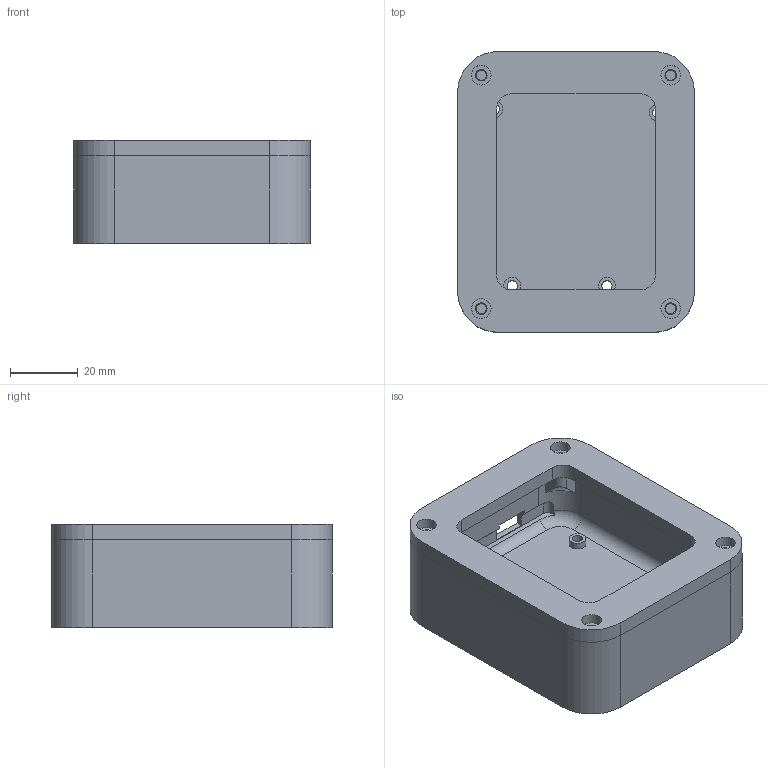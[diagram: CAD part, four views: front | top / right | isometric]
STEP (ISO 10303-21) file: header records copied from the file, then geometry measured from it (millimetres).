
FILE_DESCRIPTION(/* description */ (''),/* implementation_level */ '2;1');
FILE_NAME(/* name */ 'box.step',/* time_stamp */ '2018-07-31T17:24:39-06:00',/* author */ (''),/* organization */ (''),/* preprocessor_version */ 'ST-DEVELOPER v17',/* originating_system */ 'Autodesk Translation Framework v7.1.0.215',/* authorisation */ '');
FILE_SCHEMA (('AUTOMOTIVE_DESIGN { 1 0 10303 214 3 1 1 }'));
Length unit declared in the file: millimetre
Products named in the file (1): box
Bounding box: 70 x 83 x 30.5 mm (x, y, z)
Volume: 49690.7 mm3; surface area: 33706.2 mm2
Topology: 2 solids, 2 shells, 128 faces, 331 edges, 217 vertices
Faces by surface type: plane 68, cylinder 50, cone 6, torus 4
Full cylindrical faces by diameter (mm): 2.5 x4, 3 x8, 3.4 x4, 5 x4, 5.8 x4
Entity records: 4086 total; most frequent: CARTESIAN_POINT 781, DIRECTION 702, ORIENTED_EDGE 662, EDGE_CURVE 331, AXIS2_PLACEMENT_3D 264, VERTEX_POINT 217, LINE 174, VECTOR 174
